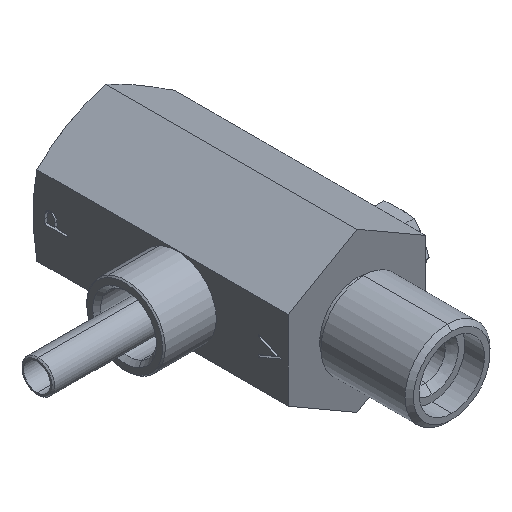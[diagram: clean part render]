
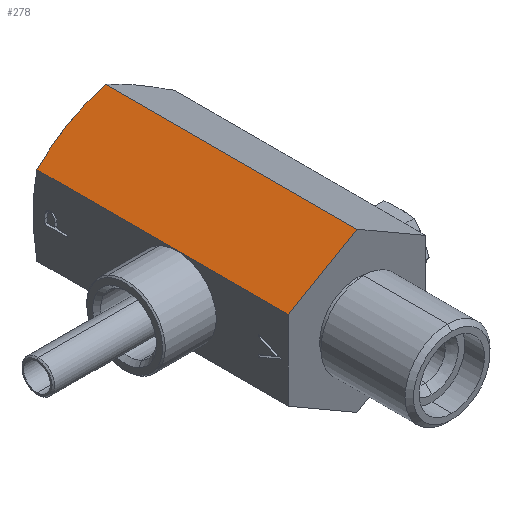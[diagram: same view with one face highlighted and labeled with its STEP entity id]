
A CAD part, isometric view. The second image highlights one B-rep face of the part: STEP entity #278.
In plain terms, the highlighted planar face has unit normal (-0.5, 0, 0.866).
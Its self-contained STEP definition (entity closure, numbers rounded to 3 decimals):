
#278=ADVANCED_FACE('',(#650),#651,.F.);
#650=FACE_OUTER_BOUND('',#1142,.T.);
#651=PLANE('',#1143);
#1142=EDGE_LOOP('',(#1854,#1855,#1856,#1857,#1858));
#1143=AXIS2_PLACEMENT_3D('',#1859,#1860,#1861);
#1854=ORIENTED_EDGE('',*,*,#2983,.T.);
#1855=ORIENTED_EDGE('',*,*,#2993,.T.);
#1856=ORIENTED_EDGE('',*,*,#2910,.F.);
#1857=ORIENTED_EDGE('',*,*,#2997,.F.);
#1858=ORIENTED_EDGE('',*,*,#2998,.F.);
#1859=CARTESIAN_POINT('',(0.,0.,12.124));
#1860=DIRECTION('',(0.5,0.,-0.866));
#1861=DIRECTION('',(0.,-1.0,0.));
#2910=EDGE_CURVE('',#3439,#3437,#3441,.T.);
#2983=EDGE_CURVE('',#3532,#3535,#3537,.T.);
#2993=EDGE_CURVE('',#3535,#3437,#3548,.T.);
#2997=EDGE_CURVE('',#3552,#3439,#3553,.T.);
#2998=EDGE_CURVE('',#3532,#3552,#3554,.T.);
#3437=VERTEX_POINT('',#4450);
#3439=VERTEX_POINT('',#4453);
#3441=(B_SPLINE_CURVE(2,(#4456,#4457,#4458,#4459,#4460,#4461,#4462,#4463),.UNSPECIFIED.,.F.,.F.)B_SPLINE_CURVE_WITH_KNOTS((3,1,1,1,1,1,3),(0.0,1.554,4.125,10.574,18.491,23.259,25.287),.UNSPECIFIED.)RATIONAL_B_SPLINE_CURVE((1.0,1.643,3.141,5.656,6.629,4.201,1.84,1.0))BOUNDED_CURVE()REPRESENTATION_ITEM('')GEOMETRIC_REPRESENTATION_ITEM()CURVE());
#3532=VERTEX_POINT('',#4910);
#3535=VERTEX_POINT('',#4915);
#3537=LINE('',#4918,#4919);
#3548=LINE('',#4959,#4960);
#3552=VERTEX_POINT('',#4964);
#3553=(B_SPLINE_CURVE(2,(#4966,#4967,#4968,#4969,#4970,#4971,#4972,#4973),.UNSPECIFIED.,.F.,.F.)B_SPLINE_CURVE_WITH_KNOTS((3,1,1,1,1,1,3),(0.0,1.554,4.125,10.574,18.491,23.259,25.287),.UNSPECIFIED.)RATIONAL_B_SPLINE_CURVE((1.0,1.643,3.141,5.656,6.629,4.201,1.84,1.0))BOUNDED_CURVE()REPRESENTATION_ITEM('')GEOMETRIC_REPRESENTATION_ITEM()CURVE());
#3554=LINE('',#4980,#4981);
#4450=CARTESIAN_POINT('',(0.,38.409,12.124));
#4453=CARTESIAN_POINT('',(-5.25,39.0,9.093));
#4456=CARTESIAN_POINT('',(-109.121,-1.,-50.877));
#4457=CARTESIAN_POINT('',(-64.569,17.653,-25.155));
#4458=CARTESIAN_POINT('',(-30.891,31.475,-5.711));
#4459=CARTESIAN_POINT('',(-12.938,38.22,4.654));
#4460=CARTESIAN_POINT('',(-2.909,39.457,10.445));
#4461=CARTESIAN_POINT('',(10.846,35.303,18.386));
#4462=CARTESIAN_POINT('',(46.686,20.744,39.078));
#4463=CARTESIAN_POINT('',(98.621,-1.,69.063));
#4910=CARTESIAN_POINT('',(-10.5,0.,6.062));
#4915=CARTESIAN_POINT('',(0.,0.,12.124));
#4918=CARTESIAN_POINT('',(-10.5,0.,6.062));
#4919=VECTOR('',#5993,12.124);
#4959=CARTESIAN_POINT('',(0.,0.,12.124));
#4960=VECTOR('',#6001,38.409);
#4964=CARTESIAN_POINT('',(-10.5,38.409,6.062));
#4966=CARTESIAN_POINT('',(-109.121,-1.,-50.877));
#4967=CARTESIAN_POINT('',(-64.569,17.653,-25.155));
#4968=CARTESIAN_POINT('',(-30.891,31.475,-5.711));
#4969=CARTESIAN_POINT('',(-12.938,38.22,4.654));
#4970=CARTESIAN_POINT('',(-2.909,39.457,10.445));
#4971=CARTESIAN_POINT('',(10.846,35.303,18.386));
#4972=CARTESIAN_POINT('',(46.686,20.744,39.078));
#4973=CARTESIAN_POINT('',(98.621,-1.,69.063));
#4980=CARTESIAN_POINT('',(-10.5,0.,6.062));
#4981=VECTOR('',#6005,38.409);
#5993=DIRECTION('',(0.866,0.,0.5));
#6001=DIRECTION('',(0.,1.0,0.));
#6005=DIRECTION('',(0.,1.0,0.));
